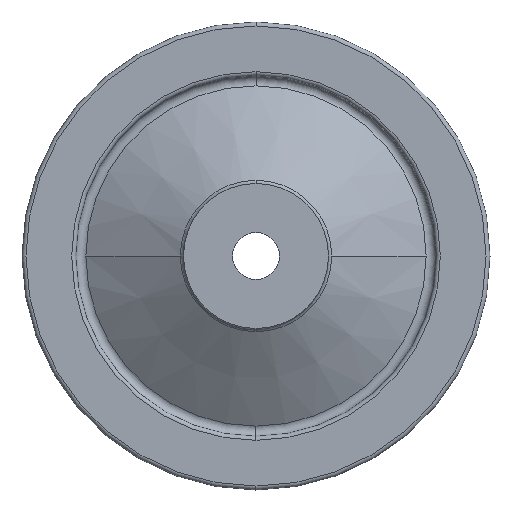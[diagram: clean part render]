
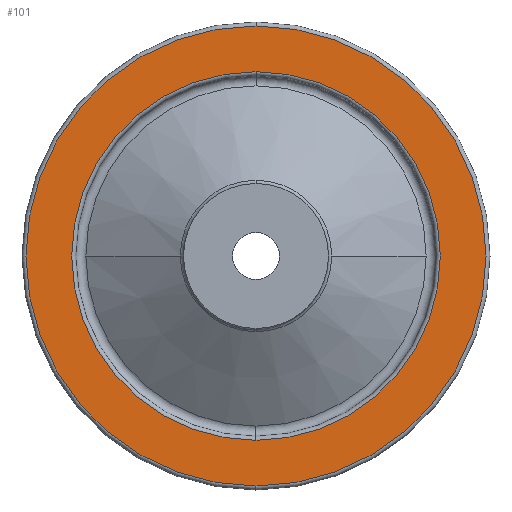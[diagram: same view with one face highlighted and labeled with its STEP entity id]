
A CAD part, left-side view. The second image highlights one B-rep face of the part: STEP entity #101.
In plain terms, the highlighted planar face has unit normal (-1, 0, 0).
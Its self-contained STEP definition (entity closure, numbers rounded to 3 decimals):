
#101 = ADVANCED_FACE( '', ( #164, #165 ), #166, .T. );
#164 = FACE_BOUND( '', #236, .T. );
#165 = FACE_OUTER_BOUND( '', #237, .T. );
#166 = PLANE( '', #238 );
#236 = EDGE_LOOP( '', ( #472, #473, #474 ) );
#237 = EDGE_LOOP( '', ( #475, #476, #477 ) );
#238 = AXIS2_PLACEMENT_3D( '', #478, #479, #480 );
#472 = ORIENTED_EDGE( '', *, *, #567, .F. );
#473 = ORIENTED_EDGE( '', *, *, #566, .F. );
#474 = ORIENTED_EDGE( '', *, *, #625, .F. );
#475 = ORIENTED_EDGE( '', *, *, #574, .T. );
#476 = ORIENTED_EDGE( '', *, *, #624, .T. );
#477 = ORIENTED_EDGE( '', *, *, #575, .T. );
#478 = CARTESIAN_POINT( '', ( 16.15, 44.263, 0. ) );
#479 = DIRECTION( '', ( -1., 0., 0. ) );
#480 = DIRECTION( '', ( 0., 1., 0. ) );
#566 = EDGE_CURVE( '', #678, #680, #681, .T. );
#567 = EDGE_CURVE( '', #680, #682, #683, .T. );
#574 = EDGE_CURVE( '', #696, #694, #697, .T. );
#575 = EDGE_CURVE( '', #688, #696, #698, .T. );
#624 = EDGE_CURVE( '', #694, #688, #778, .T. );
#625 = EDGE_CURVE( '', #682, #678, #779, .T. );
#678 = VERTEX_POINT( '', #838 );
#680 = VERTEX_POINT( '', #840 );
#681 = CIRCLE( '', #841, 39.375 );
#682 = VERTEX_POINT( '', #842 );
#683 = CIRCLE( '', #843, 39.375 );
#688 = VERTEX_POINT( '', #848 );
#694 = VERTEX_POINT( '', #854 );
#696 = VERTEX_POINT( '', #856 );
#697 = CIRCLE( '', #857, 49.15 );
#698 = CIRCLE( '', #858, 49.15 );
#778 = CIRCLE( '', #948, 49.15 );
#779 = CIRCLE( '', #949, 39.375 );
#838 = CARTESIAN_POINT( '', ( 16.15, 0., 39.375 ) );
#840 = CARTESIAN_POINT( '', ( 16.15, 39.375, 0. ) );
#841 = AXIS2_PLACEMENT_3D( '', #1022, #1023, #1024 );
#842 = CARTESIAN_POINT( '', ( 16.15, 0., -39.375 ) );
#843 = AXIS2_PLACEMENT_3D( '', #1025, #1026, #1027 );
#848 = CARTESIAN_POINT( '', ( 16.15, 0., 49.15 ) );
#854 = CARTESIAN_POINT( '', ( 16.15, 0., -49.15 ) );
#856 = CARTESIAN_POINT( '', ( 16.15, 49.15, 0. ) );
#857 = AXIS2_PLACEMENT_3D( '', #1046, #1047, #1048 );
#858 = AXIS2_PLACEMENT_3D( '', #1049, #1050, #1051 );
#948 = AXIS2_PLACEMENT_3D( '', #1176, #1177, #1178 );
#949 = AXIS2_PLACEMENT_3D( '', #1179, #1180, #1181 );
#1022 = CARTESIAN_POINT( '', ( 16.15, 0., 0. ) );
#1023 = DIRECTION( '', ( -1., 0., 0. ) );
#1024 = DIRECTION( '', ( 0., 1., 0. ) );
#1025 = CARTESIAN_POINT( '', ( 16.15, 0., 0. ) );
#1026 = DIRECTION( '', ( -1., 0., 0. ) );
#1027 = DIRECTION( '', ( 0., 1., 0. ) );
#1046 = CARTESIAN_POINT( '', ( 16.15, 0., 0. ) );
#1047 = DIRECTION( '', ( -1., 0., 0. ) );
#1048 = DIRECTION( '', ( 0., 1., 0. ) );
#1049 = CARTESIAN_POINT( '', ( 16.15, 0., 0. ) );
#1050 = DIRECTION( '', ( -1., 0., 0. ) );
#1051 = DIRECTION( '', ( 0., 1., 0. ) );
#1176 = CARTESIAN_POINT( '', ( 16.15, 0., 0. ) );
#1177 = DIRECTION( '', ( -1., 0., 0. ) );
#1178 = DIRECTION( '', ( 0., 1., 0. ) );
#1179 = CARTESIAN_POINT( '', ( 16.15, 0., 0. ) );
#1180 = DIRECTION( '', ( -1., 0., 0. ) );
#1181 = DIRECTION( '', ( 0., 1., 0. ) );
